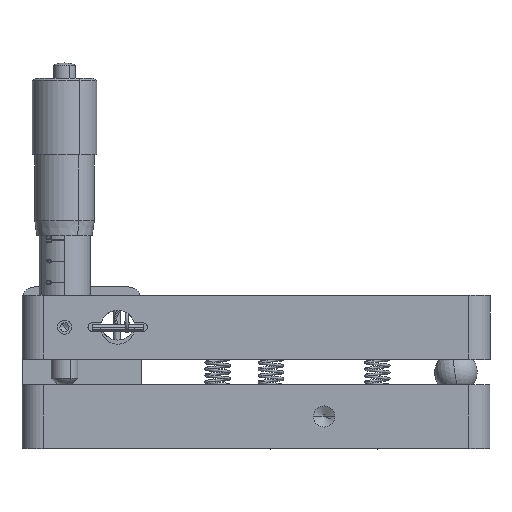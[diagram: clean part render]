
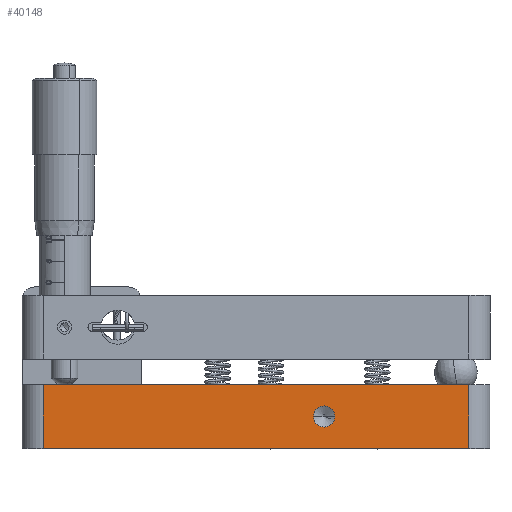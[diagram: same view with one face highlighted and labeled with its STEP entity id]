
A CAD part, top view. The second image highlights one B-rep face of the part: STEP entity #40148.
In plain terms, the highlighted planar face has unit normal (0, 0, 1).
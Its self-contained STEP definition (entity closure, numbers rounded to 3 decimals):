
#652 = ORIENTED_EDGE ( 'NONE', *, *, #18734, .F. ) ;
#1381 = PLANE ( 'NONE',  #44960 ) ;
#5122 = VECTOR ( 'NONE', #33164, 1000. ) ;
#5141 = ORIENTED_EDGE ( 'NONE', *, *, #30325, .F. ) ;
#6216 = EDGE_CURVE ( 'NONE', #23631, #22728, #9171, .T. ) ;
#6353 = CARTESIAN_POINT ( 'NONE',  ( 0., -7.5, 38. ) ) ;
#8851 = ORIENTED_EDGE ( 'NONE', *, *, #24171, .F. ) ;
#9155 = ORIENTED_EDGE ( 'NONE', *, *, #22405, .T. ) ;
#9171 = LINE ( 'NONE', #29768, #5122 ) ;
#10264 = LINE ( 'NONE', #43797, #18374 ) ;
#11159 = LINE ( 'NONE', #20650, #23825 ) ;
#15993 = FACE_BOUND ( 'NONE', #24030, .T. ) ;
#16481 = DIRECTION ( 'NONE',  ( 1., 0., 0. ) ) ;
#17087 = AXIS2_PLACEMENT_3D ( 'NONE', #6353, #28482, #43194 ) ;
#18247 = DIRECTION ( 'NONE',  ( 0., 1., 0. ) ) ;
#18374 = VECTOR ( 'NONE', #18247, 1000. ) ;
#18734 = EDGE_CURVE ( 'NONE', #43094, #19381, #45911, .T. ) ;
#19381 = VERTEX_POINT ( 'NONE', #35440 ) ;
#19940 = DIRECTION ( 'NONE',  ( 0., 0., 1. ) ) ;
#20399 = DIRECTION ( 'NONE',  ( 1., 0., 0. ) ) ;
#20650 = CARTESIAN_POINT ( 'NONE',  ( 34., 0., 38. ) ) ;
#21746 = DIRECTION ( 'NONE',  ( 0., 1., 0. ) ) ;
#21756 = FACE_OUTER_BOUND ( 'NONE', #28887, .T. ) ;
#22405 = EDGE_CURVE ( 'NONE', #22728, #30213, #10264, .T. ) ;
#22728 = VERTEX_POINT ( 'NONE', #37126 ) ;
#22776 = VECTOR ( 'NONE', #21746, 1000. ) ;
#23631 = VERTEX_POINT ( 'NONE', #46567 ) ;
#23825 = VECTOR ( 'NONE', #16481, 1000. ) ;
#23953 = CARTESIAN_POINT ( 'NONE',  ( 34., 0., 38. ) ) ;
#24030 = EDGE_LOOP ( 'NONE', ( #652, #8851 ) ) ;
#24171 = EDGE_CURVE ( 'NONE', #19381, #43094, #37715, .T. ) ;
#24482 = LINE ( 'NONE', #36486, #22776 ) ;
#26945 = DIRECTION ( 'NONE',  ( 0., 0., 1. ) ) ;
#28482 = DIRECTION ( 'NONE',  ( 0., 0., 1. ) ) ;
#28887 = EDGE_LOOP ( 'NONE', ( #5141, #47426, #30894, #9155 ) ) ;
#29768 = CARTESIAN_POINT ( 'NONE',  ( 34., -15., 38. ) ) ;
#30213 = VERTEX_POINT ( 'NONE', #23953 ) ;
#30325 = EDGE_CURVE ( 'NONE', #32732, #30213, #11159, .T. ) ;
#30894 = ORIENTED_EDGE ( 'NONE', *, *, #6216, .T. ) ;
#30992 = CARTESIAN_POINT ( 'NONE',  ( 0., -7.5, 38. ) ) ;
#31767 = AXIS2_PLACEMENT_3D ( 'NONE', #30992, #26945, #46486 ) ;
#32732 = VERTEX_POINT ( 'NONE', #38715 ) ;
#33164 = DIRECTION ( 'NONE',  ( 1., 0., 0. ) ) ;
#34532 = CARTESIAN_POINT ( 'NONE',  ( 34., -15., 38. ) ) ;
#35440 = CARTESIAN_POINT ( 'NONE',  ( -2.5, -7.5, 38. ) ) ;
#36486 = CARTESIAN_POINT ( 'NONE',  ( -66., -15., 38. ) ) ;
#37096 = CARTESIAN_POINT ( 'NONE',  ( 2.5, -7.5, 38. ) ) ;
#37126 = CARTESIAN_POINT ( 'NONE',  ( 34., -15., 38. ) ) ;
#37715 = CIRCLE ( 'NONE', #17087, 2.5 ) ;
#38715 = CARTESIAN_POINT ( 'NONE',  ( -66., 0., 38. ) ) ;
#40148 = ADVANCED_FACE ( 'NONE', ( #15993, #21756 ), #1381, .T. ) ;
#43094 = VERTEX_POINT ( 'NONE', #37096 ) ;
#43194 = DIRECTION ( 'NONE',  ( 1., 0., 0. ) ) ;
#43797 = CARTESIAN_POINT ( 'NONE',  ( 34., -15., 38. ) ) ;
#44960 = AXIS2_PLACEMENT_3D ( 'NONE', #34532, #19940, #20399 ) ;
#45911 = CIRCLE ( 'NONE', #31767, 2.5 ) ;
#46486 = DIRECTION ( 'NONE',  ( 1., 0., 0. ) ) ;
#46567 = CARTESIAN_POINT ( 'NONE',  ( -66., -15., 38. ) ) ;
#46850 = EDGE_CURVE ( 'NONE', #23631, #32732, #24482, .T. ) ;
#47426 = ORIENTED_EDGE ( 'NONE', *, *, #46850, .F. ) ;
